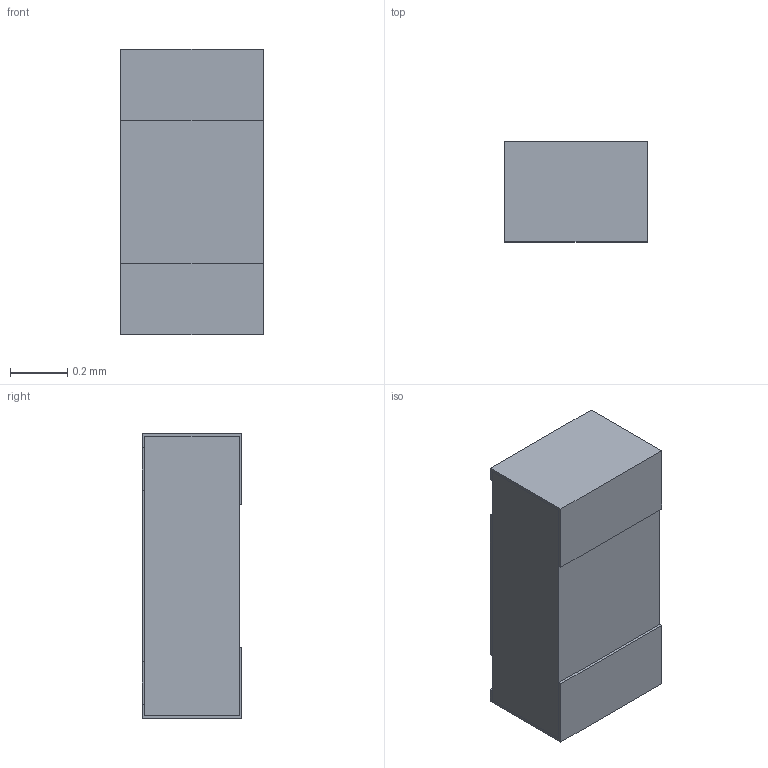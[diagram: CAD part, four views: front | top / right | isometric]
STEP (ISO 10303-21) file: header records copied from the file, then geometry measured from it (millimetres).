
FILE_DESCRIPTION (( 'STEP AP214' ), '1' );
FILE_NAME ('0F8FE2B3-A249-4A5B-A639-0B10A9A27CF4.STEP', '2025-06-11T06:09:14', ( '' ), ( '' ), 'SwSTEP 2.0', 'SolidWorks 2022', '' );
FILE_SCHEMA (( 'AUTOMOTIVE_DESIGN' ));
Length unit declared in the file: millimetre
Products named in the file (1): 0F8FE2B3-A249-4A5B-A639-0B10A9A27CF4
Bounding box: 0.5 x 0.35 x 1 mm (x, y, z)
Volume: 0.2 mm3; surface area: 4.2 mm2
Topology: 4 solids, 4 shells, 94 faces, 237 edges, 158 vertices
Faces by surface type: plane 65, bspline 29
Entity records: 5025 total; most frequent: CARTESIAN_POINT 2423, ORIENTED_EDGE 474, DIRECTION 311, EDGE_CURVE 237, VECTOR 179, LINE 179, VERTEX_POINT 158, EDGE_LOOP 101
